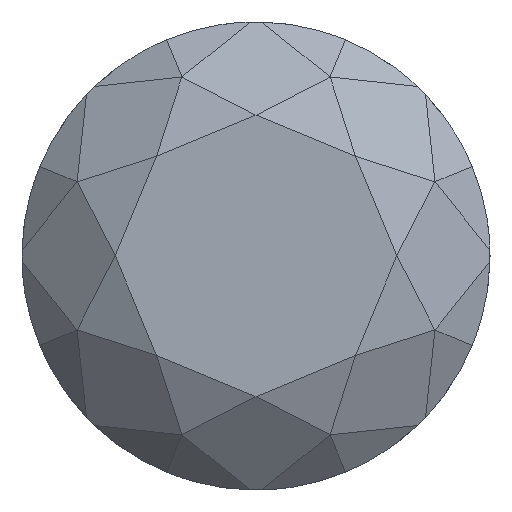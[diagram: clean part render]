
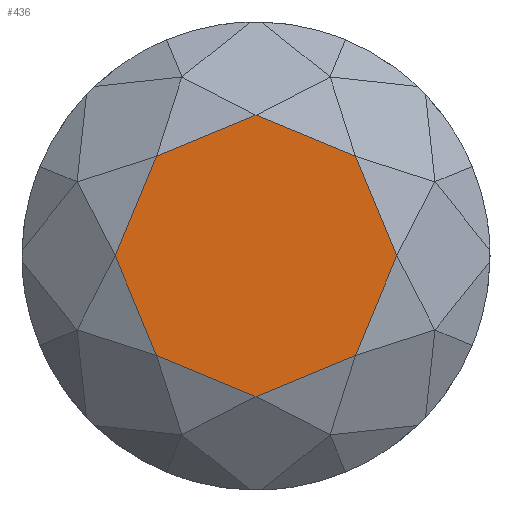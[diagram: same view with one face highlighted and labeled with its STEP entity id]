
A CAD part, top view. The second image highlights one B-rep face of the part: STEP entity #436.
In plain terms, the highlighted free-form (B-spline) face has degree [1, 1] with [2, 2] control points.
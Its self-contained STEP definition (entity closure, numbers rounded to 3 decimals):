
#81 = EDGE_CURVE('',#82,#84,#86,.T.);
#82 = VERTEX_POINT('',#83);
#83 = CARTESIAN_POINT('',(0.99,-0.99,2.777)
  );
#84 = VERTEX_POINT('',#85);
#85 = CARTESIAN_POINT('',(1.4,0.,
    2.777));
#86 = B_SPLINE_CURVE_WITH_KNOTS('',1,(#87,#88),.UNSPECIFIED.,.F.,.F.,(2,
    2),(0.,1.129),.PIECEWISE_BEZIER_KNOTS.);
#87 = CARTESIAN_POINT('',(0.99,-0.99,2.777)
  );
#88 = CARTESIAN_POINT('',(1.4,0.,
    2.777));
#168 = EDGE_CURVE('',#84,#169,#171,.T.);
#169 = VERTEX_POINT('',#170);
#170 = CARTESIAN_POINT('',(0.99,0.99,2.777)
  );
#171 = B_SPLINE_CURVE_WITH_KNOTS('',1,(#172,#173),.UNSPECIFIED.,.F.,.F.,
  (2,2),(0.,1.129),.PIECEWISE_BEZIER_KNOTS.);
#172 = CARTESIAN_POINT('',(1.4,0.,
    2.777));
#173 = CARTESIAN_POINT('',(0.99,0.99,2.777)
  );
#211 = EDGE_CURVE('',#212,#82,#214,.T.);
#212 = VERTEX_POINT('',#213);
#213 = CARTESIAN_POINT('',(0.,-1.4,
    2.777));
#214 = B_SPLINE_CURVE_WITH_KNOTS('',1,(#215,#216),.UNSPECIFIED.,.F.,.F.,
  (2,2),(0.,1.129),.PIECEWISE_BEZIER_KNOTS.);
#215 = CARTESIAN_POINT('',(0.,-1.4,
    2.777));
#216 = CARTESIAN_POINT('',(0.99,-0.99,2.777
    ));
#324 = EDGE_CURVE('',#169,#325,#327,.T.);
#325 = VERTEX_POINT('',#326);
#326 = CARTESIAN_POINT('',(0.,1.4,
    2.777));
#327 = B_SPLINE_CURVE_WITH_KNOTS('',1,(#328,#329),.UNSPECIFIED.,.F.,.F.,
  (2,2),(0.,1.129),.PIECEWISE_BEZIER_KNOTS.);
#328 = CARTESIAN_POINT('',(0.99,0.99,2.777)
  );
#329 = CARTESIAN_POINT('',(0.,1.4,
    2.777));
#391 = EDGE_CURVE('',#392,#212,#394,.T.);
#392 = VERTEX_POINT('',#393);
#393 = CARTESIAN_POINT('',(-0.99,-0.99,
    2.777));
#394 = B_SPLINE_CURVE_WITH_KNOTS('',1,(#395,#396),.UNSPECIFIED.,.F.,.F.,
  (2,2),(0.,1.129),.PIECEWISE_BEZIER_KNOTS.);
#395 = CARTESIAN_POINT('',(-0.99,-0.99,
    2.777));
#396 = CARTESIAN_POINT('',(0.,-1.4,
    2.777));
#436 = ADVANCED_FACE('',(#437),#463,.T.);
#437 = FACE_BOUND('',#438,.T.);
#438 = EDGE_LOOP('',(#439,#448,#453,#454,#455,#456,#457,#458));
#439 = ORIENTED_EDGE('',*,*,#440,.T.);
#440 = EDGE_CURVE('',#441,#443,#445,.T.);
#441 = VERTEX_POINT('',#442);
#442 = CARTESIAN_POINT('',(-0.99,0.99,2.777
    ));
#443 = VERTEX_POINT('',#444);
#444 = CARTESIAN_POINT('',(-1.4,0.,
    2.777));
#445 = B_SPLINE_CURVE_WITH_KNOTS('',1,(#446,#447),.UNSPECIFIED.,.F.,.F.,
  (2,2),(0.,1.129),.PIECEWISE_BEZIER_KNOTS.);
#446 = CARTESIAN_POINT('',(-0.99,0.99,2.777
    ));
#447 = CARTESIAN_POINT('',(-1.4,0.,
    2.777));
#448 = ORIENTED_EDGE('',*,*,#449,.T.);
#449 = EDGE_CURVE('',#443,#392,#450,.T.);
#450 = B_SPLINE_CURVE_WITH_KNOTS('',1,(#451,#452),.UNSPECIFIED.,.F.,.F.,
  (2,2),(0.,1.129),.PIECEWISE_BEZIER_KNOTS.);
#451 = CARTESIAN_POINT('',(-1.4,0.,
    2.777));
#452 = CARTESIAN_POINT('',(-0.99,-0.99,
    2.777));
#453 = ORIENTED_EDGE('',*,*,#391,.T.);
#454 = ORIENTED_EDGE('',*,*,#211,.T.);
#455 = ORIENTED_EDGE('',*,*,#81,.T.);
#456 = ORIENTED_EDGE('',*,*,#168,.T.);
#457 = ORIENTED_EDGE('',*,*,#324,.T.);
#458 = ORIENTED_EDGE('',*,*,#459,.T.);
#459 = EDGE_CURVE('',#325,#441,#460,.T.);
#460 = B_SPLINE_CURVE_WITH_KNOTS('',1,(#461,#462),.UNSPECIFIED.,.F.,.F.,
  (2,2),(0.,1.129),.PIECEWISE_BEZIER_KNOTS.);
#461 = CARTESIAN_POINT('',(0.,1.4,
    2.777));
#462 = CARTESIAN_POINT('',(-0.99,0.99,2.777
    ));
#463 = B_SPLINE_SURFACE_WITH_KNOTS('',1,1,(
    (#464,#465)
    ,(#466,#467
    )),.UNSPECIFIED.,.F.,.F.,.F.,(2,2),(2,2),(-1.475,1.475),(-1.475,
    1.475),.PIECEWISE_BEZIER_KNOTS.);
#464 = CARTESIAN_POINT('',(-1.4,-1.4,
    2.777));
#465 = CARTESIAN_POINT('',(-1.4,1.4,2.777
    ));
#466 = CARTESIAN_POINT('',(1.4,-1.4,2.777
    ));
#467 = CARTESIAN_POINT('',(1.4,1.4,2.777)
  );
